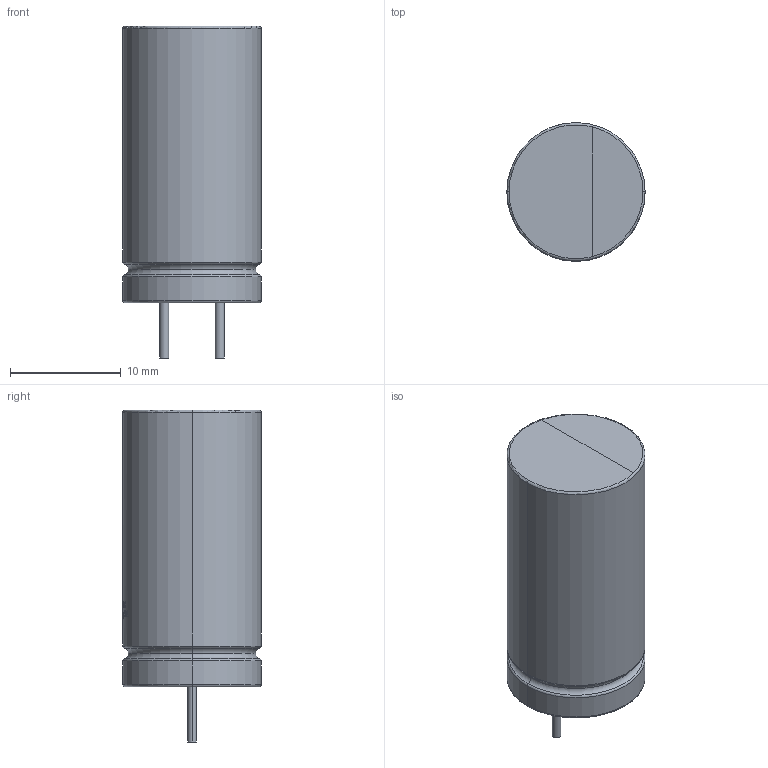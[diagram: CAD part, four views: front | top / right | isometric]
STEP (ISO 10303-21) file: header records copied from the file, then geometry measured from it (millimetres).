
FILE_DESCRIPTION (( 'STEP AP214' ), '1' );
FILE_NAME ('CAP-TH_BD12.5-P5.00-D0.8-FD.step', '2022-07-01T07:04:56', ( '' ), ( '' ), 'SwSTEP 2.0', 'SolidWorks 2020', '' );
FILE_SCHEMA (( 'AUTOMOTIVE_DESIGN' ));
Length unit declared in the file: millimetre
Products named in the file (1): CAP-TH_BD12.5-P5.00-D0.8-FD
Bounding box: 12.5 x 12.51 x 30 mm (x, y, z)
Volume: 3057 mm3; surface area: 1260.5 mm2
Topology: 1 solids, 1 shells, 247 faces, 658 edges, 434 vertices
Faces by surface type: bspline 203, cylinder 27, torus 12, plane 5
Entity records: 15408 total; most frequent: CARTESIAN_POINT 8284, ORIENTED_EDGE 1316, EDGE_CURVE 658, B_SPLINE_CURVE_WITH_KNOTS 609, VERTEX_POINT 434, EDGE_LOOP 268, UNCERTAINTY_MEASURE_WITH_UNIT 250, PRESENTATION_LAYER_ASSIGNMENT 249
